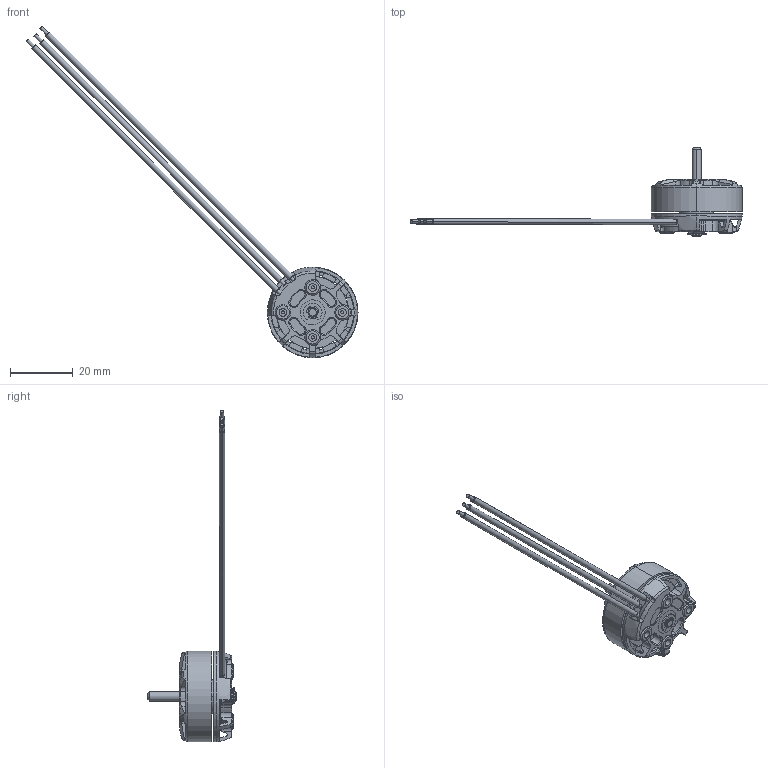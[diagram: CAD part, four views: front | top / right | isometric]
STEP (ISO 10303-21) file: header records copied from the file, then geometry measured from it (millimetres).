
FILE_DESCRIPTION((''),'2;1');
FILE_NAME('SNAIL_2305_BRUSHLESS_DC_MOTOR_A','2019-10-16T',('daisy.huang'),(''),'CREO PARAMETRIC BY PTC INC, 2015080','CREO PARAMETRIC BY PTC INC, 2015080','');
FILE_SCHEMA(('CONFIG_CONTROL_DESIGN'));
Length unit declared in the file: millimetre
Products named in the file (1): SNAIL_2305_BRUSHLESS_DC_MOTOR_A
Bounding box: 106.18 x 28.2 x 106.03 mm (x, y, z)
Volume: 6708.1 mm3; surface area: 8168.4 mm2
Topology: 3 solids, 3 shells, 445 faces, 1274 edges, 826 vertices
Faces by surface type: plane 180, cylinder 156, cone 72, torus 27, bspline 10
Entity records: 15963 total; most frequent: CARTESIAN_POINT 3776, ORIENTED_EDGE 2548, DIRECTION 2493, EDGE_CURVE 1274, AXIS2_PLACEMENT_3D 1002, VERTEX_POINT 826, CIRCLE 567, EDGE_LOOP 494
